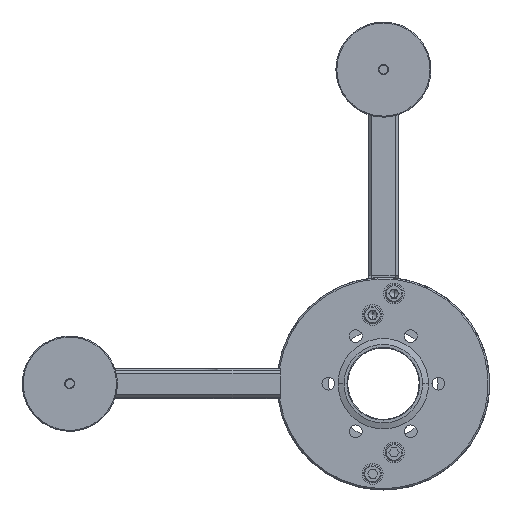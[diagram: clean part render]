
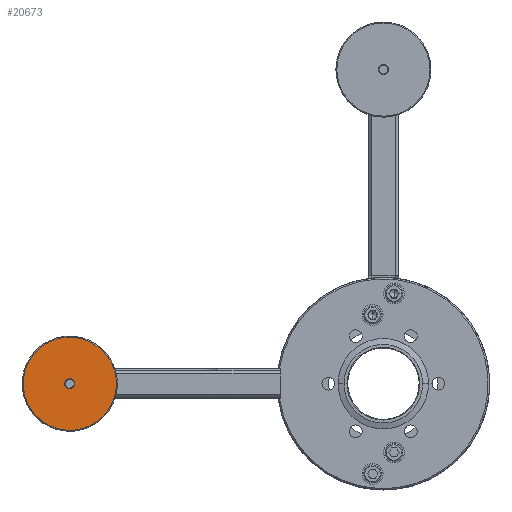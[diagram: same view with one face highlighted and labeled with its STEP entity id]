
A CAD part, front view. The second image highlights one B-rep face of the part: STEP entity #20673.
In plain terms, the highlighted planar face has unit normal (0.003, -1, 0).
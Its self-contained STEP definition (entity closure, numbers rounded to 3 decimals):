
#20368 = CONICAL_SURFACE('',#20369,24.892,0.785);
#20369 = AXIS2_PLACEMENT_3D('',#20370,#20371,#20372);
#20370 = CARTESIAN_POINT('',(-167.501,-95.16,
    0.));
#20371 = DIRECTION('',(-0.003,1.,
    0.));
#20372 = DIRECTION('',(0.246,0.001,0.969)
  );
#20431 = EDGE_CURVE('',#20432,#20434,#20436,.T.);
#20432 = VERTEX_POINT('',#20433);
#20433 = CARTESIAN_POINT('',(-173.623,-95.176,
    -24.127));
#20434 = VERTEX_POINT('',#20435);
#20435 = CARTESIAN_POINT('',(-161.38,-95.144,
    24.127));
#20436 = SURFACE_CURVE('',#20437,(#20442,#20449),.PCURVE_S1.);
#20437 = CIRCLE('',#20438,24.892);
#20438 = AXIS2_PLACEMENT_3D('',#20439,#20440,#20441);
#20439 = CARTESIAN_POINT('',(-167.501,-95.16,
    0.));
#20440 = DIRECTION('',(0.003,-1.,
    0.));
#20441 = DIRECTION('',(-0.246,-0.001,
    -0.969));
#20442 = PCURVE('',#20368,#20443);
#20443 = DEFINITIONAL_REPRESENTATION('',(#20444),#20448);
#20444 = LINE('',#20445,#20446);
#20445 = CARTESIAN_POINT('',(3.142,0.));
#20446 = VECTOR('',#20447,1.);
#20447 = DIRECTION('',(-1.,0.));
#20448 = ( GEOMETRIC_REPRESENTATION_CONTEXT(2) 
PARAMETRIC_REPRESENTATION_CONTEXT() REPRESENTATION_CONTEXT('2D SPACE',''
  ) );
#20449 = PCURVE('',#20450,#20455);
#20450 = PLANE('',#20451);
#20451 = AXIS2_PLACEMENT_3D('',#20452,#20453,#20454);
#20452 = CARTESIAN_POINT('',(-167.501,-95.16,
    0.));
#20453 = DIRECTION('',(0.003,-1.,
    0.));
#20454 = DIRECTION('',(-0.246,-0.001,
    -0.969));
#20455 = DEFINITIONAL_REPRESENTATION('',(#20456),#20460);
#20456 = CIRCLE('',#20457,24.892);
#20457 = AXIS2_PLACEMENT_2D('',#20458,#20459);
#20458 = CARTESIAN_POINT('',(0.,0.));
#20459 = DIRECTION('',(1.,0.));
#20460 = ( GEOMETRIC_REPRESENTATION_CONTEXT(2) 
PARAMETRIC_REPRESENTATION_CONTEXT() REPRESENTATION_CONTEXT('2D SPACE',''
  ) );
#20476 = CONICAL_SURFACE('',#20477,24.892,0.785);
#20477 = AXIS2_PLACEMENT_3D('',#20478,#20479,#20480);
#20478 = CARTESIAN_POINT('',(-167.501,-95.16,
    0.));
#20479 = DIRECTION('',(-0.003,1.,
    0.));
#20480 = DIRECTION('',(0.246,0.001,0.969)
  );
#20514 = VERTEX_POINT('',#20515);
#20515 = CARTESIAN_POINT('',(-166.836,-95.159,
    2.622));
#20524 = CYLINDRICAL_SURFACE('',#20525,2.705);
#20525 = AXIS2_PLACEMENT_3D('',#20526,#20527,#20528);
#20526 = CARTESIAN_POINT('',(-167.536,-81.698,
    0.));
#20527 = DIRECTION('',(-0.003,1.,
    0.));
#20528 = DIRECTION('',(0.246,0.001,0.969)
  );
#20536 = CYLINDRICAL_SURFACE('',#20537,2.705);
#20537 = AXIS2_PLACEMENT_3D('',#20538,#20539,#20540);
#20538 = CARTESIAN_POINT('',(-167.536,-81.698,
    0.));
#20539 = DIRECTION('',(-0.003,1.,
    0.));
#20540 = DIRECTION('',(0.246,0.001,0.969)
  );
#20573 = VERTEX_POINT('',#20574);
#20574 = CARTESIAN_POINT('',(-168.167,-95.162,
    -2.622));
#20595 = EDGE_CURVE('',#20573,#20514,#20596,.T.);
#20596 = SURFACE_CURVE('',#20597,(#20602,#20609),.PCURVE_S1.);
#20597 = CIRCLE('',#20598,2.705);
#20598 = AXIS2_PLACEMENT_3D('',#20599,#20600,#20601);
#20599 = CARTESIAN_POINT('',(-167.501,-95.16,
    0.));
#20600 = DIRECTION('',(-0.003,1.,
    0.));
#20601 = DIRECTION('',(0.246,0.001,0.969)
  );
#20602 = PCURVE('',#20524,#20603);
#20603 = DEFINITIONAL_REPRESENTATION('',(#20604),#20608);
#20604 = LINE('',#20605,#20606);
#20605 = CARTESIAN_POINT('',(0.,-13.462));
#20606 = VECTOR('',#20607,1.);
#20607 = DIRECTION('',(1.,0.));
#20608 = ( GEOMETRIC_REPRESENTATION_CONTEXT(2) 
PARAMETRIC_REPRESENTATION_CONTEXT() REPRESENTATION_CONTEXT('2D SPACE',''
  ) );
#20609 = PCURVE('',#20450,#20610);
#20610 = DEFINITIONAL_REPRESENTATION('',(#20611),#20619);
#20611 = ( BOUNDED_CURVE() B_SPLINE_CURVE(2,(#20612,#20613,#20614,#20615
    ,#20616,#20617,#20618),.UNSPECIFIED.,.T.,.F.) 
B_SPLINE_CURVE_WITH_KNOTS((1,2,2,2,2,1),(-2.094,0.,
    2.094,4.189,6.283,8.378),
.UNSPECIFIED.) CURVE() GEOMETRIC_REPRESENTATION_ITEM() 
RATIONAL_B_SPLINE_CURVE((1.,0.5,1.,0.5,1.,0.5,1.)) REPRESENTATION_ITEM(
  '') );
#20612 = CARTESIAN_POINT('',(-2.705,0.));
#20613 = CARTESIAN_POINT('',(-2.705,4.685));
#20614 = CARTESIAN_POINT('',(1.353,2.343));
#20615 = CARTESIAN_POINT('',(5.41,0.));
#20616 = CARTESIAN_POINT('',(1.353,-2.343));
#20617 = CARTESIAN_POINT('',(-2.705,-4.685));
#20618 = CARTESIAN_POINT('',(-2.705,0.));
#20619 = ( GEOMETRIC_REPRESENTATION_CONTEXT(2) 
PARAMETRIC_REPRESENTATION_CONTEXT() REPRESENTATION_CONTEXT('2D SPACE',''
  ) );
#20647 = EDGE_CURVE('',#20514,#20573,#20648,.T.);
#20648 = SURFACE_CURVE('',#20649,(#20654,#20661),.PCURVE_S1.);
#20649 = CIRCLE('',#20650,2.705);
#20650 = AXIS2_PLACEMENT_3D('',#20651,#20652,#20653);
#20651 = CARTESIAN_POINT('',(-167.501,-95.16,
    0.));
#20652 = DIRECTION('',(-0.003,1.,
    0.));
#20653 = DIRECTION('',(0.246,0.001,0.969)
  );
#20654 = PCURVE('',#20536,#20655);
#20655 = DEFINITIONAL_REPRESENTATION('',(#20656),#20660);
#20656 = LINE('',#20657,#20658);
#20657 = CARTESIAN_POINT('',(0.,-13.462));
#20658 = VECTOR('',#20659,1.);
#20659 = DIRECTION('',(1.,0.));
#20660 = ( GEOMETRIC_REPRESENTATION_CONTEXT(2) 
PARAMETRIC_REPRESENTATION_CONTEXT() REPRESENTATION_CONTEXT('2D SPACE',''
  ) );
#20661 = PCURVE('',#20450,#20662);
#20662 = DEFINITIONAL_REPRESENTATION('',(#20663),#20671);
#20663 = ( BOUNDED_CURVE() B_SPLINE_CURVE(2,(#20664,#20665,#20666,#20667
    ,#20668,#20669,#20670),.UNSPECIFIED.,.T.,.F.) 
B_SPLINE_CURVE_WITH_KNOTS((1,2,2,2,2,1),(-2.094,0.,
    2.094,4.189,6.283,8.378),
.UNSPECIFIED.) CURVE() GEOMETRIC_REPRESENTATION_ITEM() 
RATIONAL_B_SPLINE_CURVE((1.,0.5,1.,0.5,1.,0.5,1.)) REPRESENTATION_ITEM(
  '') );
#20664 = CARTESIAN_POINT('',(-2.705,0.));
#20665 = CARTESIAN_POINT('',(-2.705,4.685));
#20666 = CARTESIAN_POINT('',(1.353,2.343));
#20667 = CARTESIAN_POINT('',(5.41,0.));
#20668 = CARTESIAN_POINT('',(1.353,-2.343));
#20669 = CARTESIAN_POINT('',(-2.705,-4.685));
#20670 = CARTESIAN_POINT('',(-2.705,0.));
#20671 = ( GEOMETRIC_REPRESENTATION_CONTEXT(2) 
PARAMETRIC_REPRESENTATION_CONTEXT() REPRESENTATION_CONTEXT('2D SPACE',''
  ) );
#20673 = ADVANCED_FACE('',(#20674,#20678),#20450,.T.);
#20674 = FACE_BOUND('',#20675,.T.);
#20675 = EDGE_LOOP('',(#20676,#20677));
#20676 = ORIENTED_EDGE('',*,*,#20647,.T.);
#20677 = ORIENTED_EDGE('',*,*,#20595,.T.);
#20678 = FACE_BOUND('',#20679,.T.);
#20679 = EDGE_LOOP('',(#20680,#20702));
#20680 = ORIENTED_EDGE('',*,*,#20681,.T.);
#20681 = EDGE_CURVE('',#20434,#20432,#20682,.T.);
#20682 = SURFACE_CURVE('',#20683,(#20688,#20695),.PCURVE_S1.);
#20683 = CIRCLE('',#20684,24.892);
#20684 = AXIS2_PLACEMENT_3D('',#20685,#20686,#20687);
#20685 = CARTESIAN_POINT('',(-167.501,-95.16,
    0.));
#20686 = DIRECTION('',(0.003,-1.,
    0.));
#20687 = DIRECTION('',(-0.246,-0.001,
    -0.969));
#20688 = PCURVE('',#20450,#20689);
#20689 = DEFINITIONAL_REPRESENTATION('',(#20690),#20694);
#20690 = CIRCLE('',#20691,24.892);
#20691 = AXIS2_PLACEMENT_2D('',#20692,#20693);
#20692 = CARTESIAN_POINT('',(0.,0.));
#20693 = DIRECTION('',(1.,0.));
#20694 = ( GEOMETRIC_REPRESENTATION_CONTEXT(2) 
PARAMETRIC_REPRESENTATION_CONTEXT() REPRESENTATION_CONTEXT('2D SPACE',''
  ) );
#20695 = PCURVE('',#20476,#20696);
#20696 = DEFINITIONAL_REPRESENTATION('',(#20697),#20701);
#20697 = LINE('',#20698,#20699);
#20698 = CARTESIAN_POINT('',(9.425,0.));
#20699 = VECTOR('',#20700,1.);
#20700 = DIRECTION('',(-1.,0.));
#20701 = ( GEOMETRIC_REPRESENTATION_CONTEXT(2) 
PARAMETRIC_REPRESENTATION_CONTEXT() REPRESENTATION_CONTEXT('2D SPACE',''
  ) );
#20702 = ORIENTED_EDGE('',*,*,#20431,.T.);
